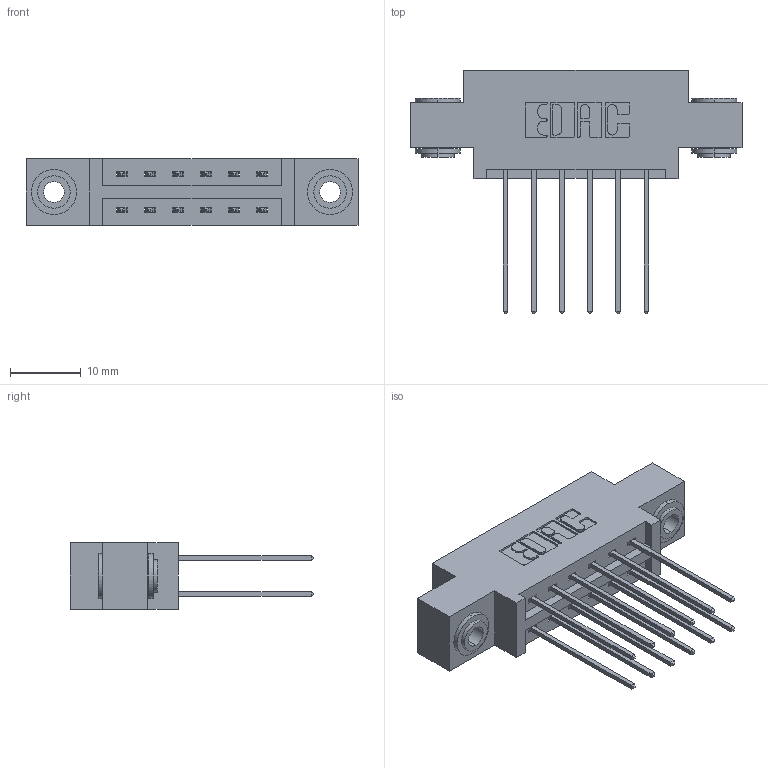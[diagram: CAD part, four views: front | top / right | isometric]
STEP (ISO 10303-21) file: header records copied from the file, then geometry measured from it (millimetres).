
FILE_DESCRIPTION (( 'STEP AP203' ), '1' );
FILE_NAME ('337-012-541-803.STEP', '2019-10-10T16:01:39', ( '' ), ( '' ), 'SwSTEP 2.0', 'SolidWorks 2016', '' );
FILE_SCHEMA (( 'CONFIG_CONTROL_DESIGN' ));
Length unit declared in the file: inch
Products named in the file (4): 345-250-002_345-250-002-102; 345-292-001_345-293-141; 337-012-541-803; 337 Part_0.170 Offset - 0.156 Dia-TH
Assembly tree (15 placements, depth 2):
  337-012-541-803
    337 Part_0.170 Offset - 0.156 Dia-TH
    345-292-001_345-293-141  x12
    345-250-002_345-250-002-102  x2
Bounding box: 46.79 x 34.3 x 9.4 mm (x, y, z)
Volume: 4422.3 mm3; surface area: 5327.5 mm2
Topology: 15 solids, 15 shells, 804 faces, 2331 edges, 1534 vertices
Faces by surface type: plane 540, cylinder 256, cone 8
Entity records: 10108 total; most frequent: CARTESIAN_POINT 1709, ORIENTED_EDGE 1638, DIRECTION 1553, EDGE_CURVE 819, VECTOR 667, LINE 667, VERTEX_POINT 542, AXIS2_PLACEMENT_3D 443
